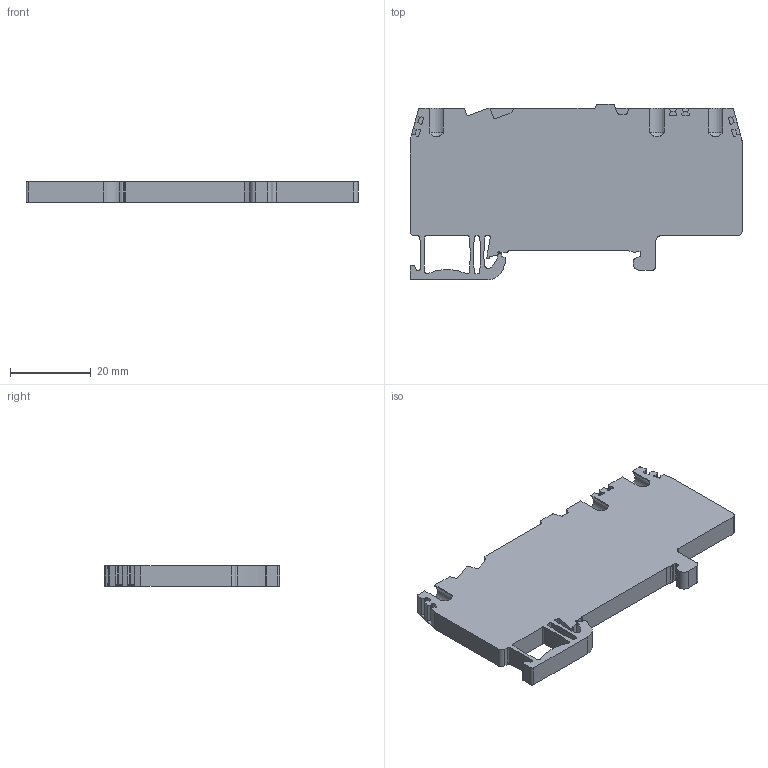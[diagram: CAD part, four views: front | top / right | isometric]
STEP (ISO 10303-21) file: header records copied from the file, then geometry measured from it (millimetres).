
FILE_DESCRIPTION(/* description */ (''),/* implementation_level */ '2;1');
FILE_NAME(/* name */ '3262_FTRK25_3A_ST_iso.stp',/* time_stamp */ '2011-08-01T10:34:42+02:00',/* author */ (''),/* organization */ (''),/* preprocessor_version */ 'ST-DEVELOPER v11',/* originating_system */ 'SIEMENS UGS NX 6.0',/* authorisation */ '');
FILE_SCHEMA (('CONFIG_CONTROL_DESIGN'));
Length unit declared in the file: millimetre
Products named in the file (1): 3262_FTRK25_3A_ST_iso
Bounding box: 82 x 43.3 x 5.1 mm (x, y, z)
Volume: 13433.2 mm3; surface area: 8286 mm2
Topology: 1 solids, 1 shells, 375 faces, 1077 edges, 701 vertices
Faces by surface type: plane 198, cylinder 132, bspline 39, cone 3, torus 3
Entity records: 16415 total; most frequent: CARTESIAN_POINT 6651, ORIENTED_EDGE 2156, DIRECTION 1887, EDGE_CURVE 1078, VERTEX_POINT 712, LINE 685, VECTOR 685, AXIS2_PLACEMENT_3D 601
